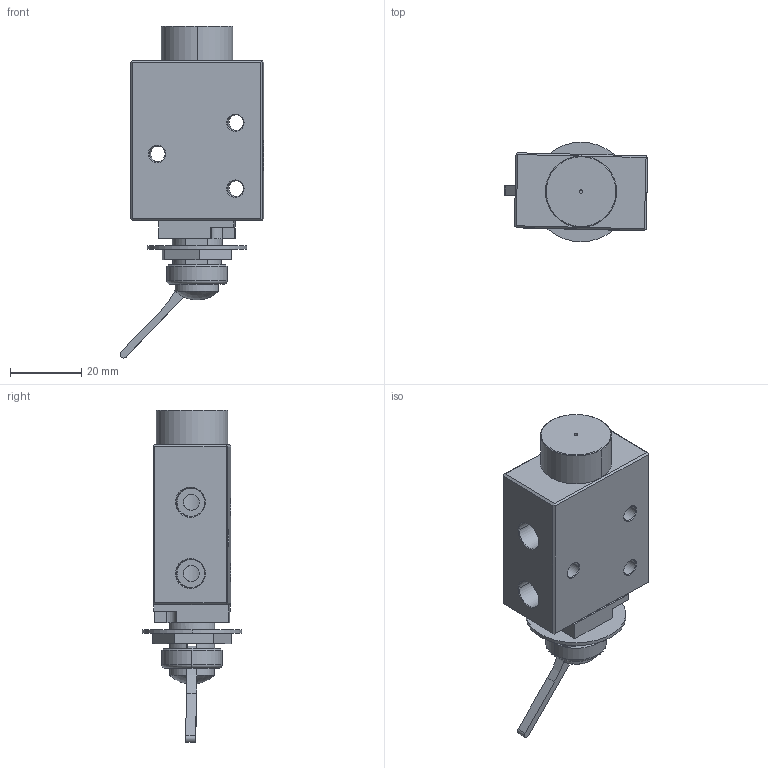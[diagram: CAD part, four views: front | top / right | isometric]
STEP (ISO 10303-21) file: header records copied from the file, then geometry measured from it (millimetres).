
FILE_DESCRIPTION (( 'STEP AP214' ), '1' );
FILE_NAME ('畢雄概俋倛.STEP', '2024-01-21T03:41:55', ( '' ), ( '' ), 'SwSTEP 2.0', 'SolidWorks 2022', '' );
FILE_SCHEMA (( 'AUTOMOTIVE_DESIGN' ));
Length unit declared in the file: millimetre
Products named in the file (9): 阀体; 拨杆; 垫片; 销; 防尘定位套; 压盖 - 副本; 堵头1; 螺母; 拨动阀外形
Assembly tree (8 placements, depth 2):
  拨动阀外形
    阀体
    防尘定位套
    压盖 - 副本
    螺母
    销
    拨杆
    垫片
    堵头1
Bounding box: 40.31 x 28 x 93.19 mm (x, y, z)
Volume: 36001.1 mm3; surface area: 17395.6 mm2
Topology: 8 solids, 8 shells, 435 faces, 1110 edges, 729 vertices
Faces by surface type: plane 256, cylinder 85, bspline 62, cone 28, torus 2, sphere 2
Entity records: 17247 total; most frequent: CARTESIAN_POINT 6293, ORIENTED_EDGE 2220, DIRECTION 1955, EDGE_CURVE 1110, LINE 773, VECTOR 773, VERTEX_POINT 729, AXIS2_PLACEMENT_3D 591
